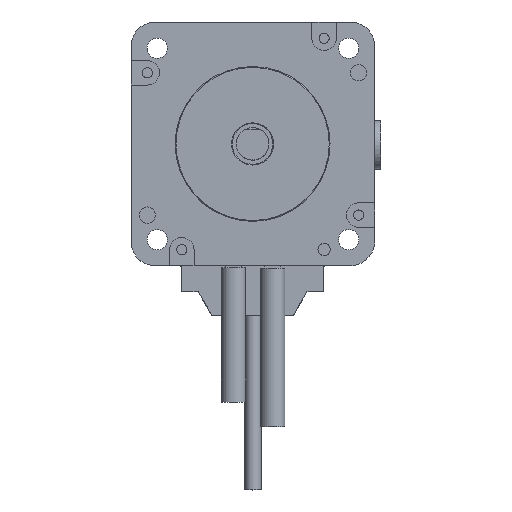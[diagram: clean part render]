
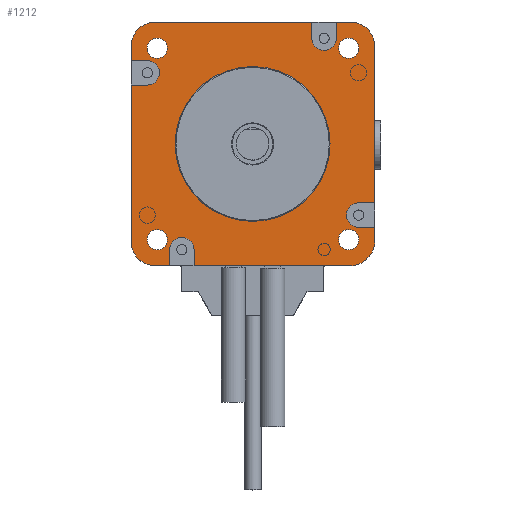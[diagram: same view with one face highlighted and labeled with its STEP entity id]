
A CAD part, top view. The second image highlights one B-rep face of the part: STEP entity #1212.
In plain terms, the highlighted planar face has unit normal (0, 0, 1).
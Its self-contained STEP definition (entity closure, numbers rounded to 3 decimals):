
#320=FACE_BOUND('',#2292,.T.);
#321=FACE_BOUND('',#2293,.T.);
#322=FACE_BOUND('',#2294,.T.);
#323=FACE_BOUND('',#2295,.T.);
#324=FACE_BOUND('',#2296,.T.);
#325=FACE_BOUND('',#2297,.T.);
#781=CIRCLE('',#8234,6.);
#783=CIRCLE('',#8238,3.);
#785=CIRCLE('',#8243,6.);
#787=CIRCLE('',#8248,3.);
#789=CIRCLE('',#8253,6.178);
#791=CIRCLE('',#8258,3.);
#793=CIRCLE('',#8262,6.016);
#795=CIRCLE('',#8267,3.);
#796=CIRCLE('',#8273,2.5);
#797=CIRCLE('',#8274,2.5);
#798=CIRCLE('',#8275,2.5);
#799=CIRCLE('',#8276,2.5);
#800=CIRCLE('',#8277,5.);
#1212=ADVANCED_FACE('',(#320,#321,#322,#323,#324,#325),#1593,.T.);
#1593=PLANE('',#8278);
#2292=EDGE_LOOP('',(#3503));
#2293=EDGE_LOOP('',(#3504));
#2294=EDGE_LOOP('',(#3505));
#2295=EDGE_LOOP('',(#3506));
#2296=EDGE_LOOP('',(#3507,#3508,#3509,#3510,#3511,#3512,#3513,#3514,#3515,
#3516,#3517,#3518,#3519,#3520,#3521,#3522,#3523,#3524,#3525,#3526,#3527,
#3528,#3529,#3530));
#2297=EDGE_LOOP('',(#3531));
#3503=ORIENTED_EDGE('',*,*,#5983,.F.);
#3504=ORIENTED_EDGE('',*,*,#5984,.F.);
#3505=ORIENTED_EDGE('',*,*,#5985,.F.);
#3506=ORIENTED_EDGE('',*,*,#5986,.F.);
#3507=ORIENTED_EDGE('',*,*,#5971,.T.);
#3508=ORIENTED_EDGE('',*,*,#5978,.T.);
#3509=ORIENTED_EDGE('',*,*,#5982,.T.);
#3510=ORIENTED_EDGE('',*,*,#5913,.T.);
#3511=ORIENTED_EDGE('',*,*,#5926,.T.);
#3512=ORIENTED_EDGE('',*,*,#5923,.T.);
#3513=ORIENTED_EDGE('',*,*,#5920,.T.);
#3514=ORIENTED_EDGE('',*,*,#5917,.T.);
#3515=ORIENTED_EDGE('',*,*,#5932,.T.);
#3516=ORIENTED_EDGE('',*,*,#5929,.T.);
#3517=ORIENTED_EDGE('',*,*,#5944,.T.);
#3518=ORIENTED_EDGE('',*,*,#5941,.T.);
#3519=ORIENTED_EDGE('',*,*,#5938,.T.);
#3520=ORIENTED_EDGE('',*,*,#5935,.T.);
#3521=ORIENTED_EDGE('',*,*,#5968,.T.);
#3522=ORIENTED_EDGE('',*,*,#5947,.T.);
#3523=ORIENTED_EDGE('',*,*,#5960,.T.);
#3524=ORIENTED_EDGE('',*,*,#5956,.F.);
#3525=ORIENTED_EDGE('',*,*,#5958,.F.);
#3526=ORIENTED_EDGE('',*,*,#5952,.F.);
#3527=ORIENTED_EDGE('',*,*,#5966,.T.);
#3528=ORIENTED_EDGE('',*,*,#5963,.T.);
#3529=ORIENTED_EDGE('',*,*,#5980,.T.);
#3530=ORIENTED_EDGE('',*,*,#5974,.T.);
#3531=ORIENTED_EDGE('',*,*,#5987,.T.);
#5079=VERTEX_POINT('',#12017);
#5080=VERTEX_POINT('',#12019);
#5083=VERTEX_POINT('',#12026);
#5084=VERTEX_POINT('',#12028);
#5086=VERTEX_POINT('',#12034);
#5088=VERTEX_POINT('',#12040);
#5091=VERTEX_POINT('',#12050);
#5092=VERTEX_POINT('',#12052);
#5095=VERTEX_POINT('',#12062);
#5096=VERTEX_POINT('',#12064);
#5098=VERTEX_POINT('',#12070);
#5100=VERTEX_POINT('',#12076);
#5103=VERTEX_POINT('',#12086);
#5104=VERTEX_POINT('',#12088);
#5105=VERTEX_POINT('',#12092);
#5108=VERTEX_POINT('',#12097);
#5110=VERTEX_POINT('',#12102);
#5112=VERTEX_POINT('',#12106);
#5115=VERTEX_POINT('',#12119);
#5116=VERTEX_POINT('',#12121);
#5119=VERTEX_POINT('',#12134);
#5120=VERTEX_POINT('',#12136);
#5122=VERTEX_POINT('',#12142);
#5124=VERTEX_POINT('',#12148);
#5125=VERTEX_POINT('',#12158);
#5126=VERTEX_POINT('',#12160);
#5127=VERTEX_POINT('',#12162);
#5128=VERTEX_POINT('',#12164);
#5129=VERTEX_POINT('',#12166);
#5913=EDGE_CURVE('',#5080,#5079,#781,.T.);
#5917=EDGE_CURVE('',#5084,#5083,#6866,.T.);
#5920=EDGE_CURVE('',#5086,#5084,#783,.T.);
#5923=EDGE_CURVE('',#5088,#5086,#6870,.T.);
#5926=EDGE_CURVE('',#5079,#5088,#6873,.T.);
#5929=EDGE_CURVE('',#5092,#5091,#785,.T.);
#5932=EDGE_CURVE('',#5083,#5092,#6877,.T.);
#5935=EDGE_CURVE('',#5096,#5095,#6880,.T.);
#5938=EDGE_CURVE('',#5098,#5096,#787,.T.);
#5941=EDGE_CURVE('',#5100,#5098,#6884,.T.);
#5944=EDGE_CURVE('',#5091,#5100,#6887,.T.);
#5947=EDGE_CURVE('',#5104,#5103,#789,.T.);
#5952=EDGE_CURVE('',#5108,#5105,#6893,.T.);
#5956=EDGE_CURVE('',#5112,#5110,#6897,.T.);
#5958=EDGE_CURVE('',#5105,#5112,#791,.T.);
#5960=EDGE_CURVE('',#5103,#5110,#6899,.T.);
#5963=EDGE_CURVE('',#5116,#5115,#793,.T.);
#5966=EDGE_CURVE('',#5108,#5116,#6903,.T.);
#5968=EDGE_CURVE('',#5095,#5104,#6905,.T.);
#5971=EDGE_CURVE('',#5120,#5119,#795,.T.);
#5974=EDGE_CURVE('',#5122,#5120,#6909,.T.);
#5978=EDGE_CURVE('',#5119,#5124,#6913,.T.);
#5980=EDGE_CURVE('',#5115,#5122,#6915,.T.);
#5982=EDGE_CURVE('',#5124,#5080,#6917,.T.);
#5983=EDGE_CURVE('',#5125,#5125,#796,.T.);
#5984=EDGE_CURVE('',#5126,#5126,#797,.T.);
#5985=EDGE_CURVE('',#5127,#5127,#798,.T.);
#5986=EDGE_CURVE('',#5128,#5128,#799,.T.);
#5987=EDGE_CURVE('',#5129,#5129,#800,.T.);
#6866=LINE('',#12027,#7533);
#6870=LINE('',#12039,#7537);
#6873=LINE('',#12044,#7540);
#6877=LINE('',#12056,#7544);
#6880=LINE('',#12063,#7547);
#6884=LINE('',#12075,#7551);
#6887=LINE('',#12080,#7554);
#6893=LINE('',#12098,#7560);
#6897=LINE('',#12107,#7564);
#6899=LINE('',#12113,#7566);
#6903=LINE('',#12125,#7570);
#6905=LINE('',#12128,#7572);
#6909=LINE('',#12141,#7576);
#6913=LINE('',#12149,#7580);
#6915=LINE('',#12152,#7582);
#6917=LINE('',#12155,#7584);
#7533=VECTOR('',#9643,1.);
#7537=VECTOR('',#9655,1.);
#7540=VECTOR('',#9660,1.);
#7544=VECTOR('',#9672,1.);
#7547=VECTOR('',#9677,1.);
#7551=VECTOR('',#9689,1.);
#7554=VECTOR('',#9694,1.);
#7560=VECTOR('',#9708,1.);
#7564=VECTOR('',#9714,1.);
#7566=VECTOR('',#9724,1.);
#7570=VECTOR('',#9736,1.);
#7572=VECTOR('',#9740,1.);
#7576=VECTOR('',#9752,1.);
#7580=VECTOR('',#9758,1.);
#7582=VECTOR('',#9762,1.);
#7584=VECTOR('',#9766,1.);
#8234=AXIS2_PLACEMENT_3D('',#12018,#9636,#9637);
#8238=AXIS2_PLACEMENT_3D('',#12033,#9649,#9650);
#8243=AXIS2_PLACEMENT_3D('',#12051,#9666,#9667);
#8248=AXIS2_PLACEMENT_3D('',#12069,#9683,#9684);
#8253=AXIS2_PLACEMENT_3D('',#12087,#9700,#9701);
#8258=AXIS2_PLACEMENT_3D('',#12110,#9719,#9720);
#8262=AXIS2_PLACEMENT_3D('',#12120,#9730,#9731);
#8267=AXIS2_PLACEMENT_3D('',#12135,#9746,#9747);
#8273=AXIS2_PLACEMENT_3D('',#12157,#9769,#9770);
#8274=AXIS2_PLACEMENT_3D('',#12159,#9771,#9772);
#8275=AXIS2_PLACEMENT_3D('',#12161,#9773,#9774);
#8276=AXIS2_PLACEMENT_3D('',#12163,#9775,#9776);
#8277=AXIS2_PLACEMENT_3D('',#12165,#9777,#9778);
#8278=AXIS2_PLACEMENT_3D('',#12167,#9779,#9780);
#9636=DIRECTION('',(0.,0.,1.));
#9637=DIRECTION('',(1.,0.,0.));
#9643=DIRECTION('',(-1.,0.,0.));
#9649=DIRECTION('',(0.,0.,-1.));
#9650=DIRECTION('',(0.,1.,0.));
#9655=DIRECTION('',(1.,0.,0.));
#9660=DIRECTION('',(0.,-1.,0.));
#9666=DIRECTION('',(0.,0.,1.));
#9667=DIRECTION('',(1.,0.,0.));
#9672=DIRECTION('',(0.,-1.,0.));
#9677=DIRECTION('',(0.,-1.,0.));
#9683=DIRECTION('',(0.,0.,-1.));
#9684=DIRECTION('',(-1.,0.,0.));
#9689=DIRECTION('',(0.,1.,0.));
#9694=DIRECTION('',(1.,0.,0.));
#9700=DIRECTION('',(0.,0.,1.));
#9701=DIRECTION('',(1.,0.,0.));
#9708=DIRECTION('',(-1.,0.,0.));
#9714=DIRECTION('',(1.,0.,0.));
#9719=DIRECTION('',(0.,0.,1.));
#9720=DIRECTION('',(0.,-1.,0.));
#9724=DIRECTION('',(0.,1.,0.));
#9730=DIRECTION('',(0.,0.,1.));
#9731=DIRECTION('',(1.,0.,0.));
#9736=DIRECTION('',(0.,1.,0.));
#9740=DIRECTION('',(1.,0.,0.));
#9746=DIRECTION('',(0.,0.,-1.));
#9747=DIRECTION('',(1.,0.,0.));
#9752=DIRECTION('',(0.,-1.,0.));
#9758=DIRECTION('',(0.,1.,0.));
#9762=DIRECTION('',(-1.,0.,0.));
#9766=DIRECTION('',(-1.,0.,0.));
#9769=DIRECTION('',(0.,0.,1.));
#9770=DIRECTION('',(1.,0.,0.));
#9771=DIRECTION('',(0.,0.,1.));
#9772=DIRECTION('',(1.,0.,0.));
#9773=DIRECTION('',(0.,0.,1.));
#9774=DIRECTION('',(1.,0.,0.));
#9775=DIRECTION('',(0.,0.,1.));
#9776=DIRECTION('',(1.,0.,0.));
#9777=DIRECTION('',(0.,0.,-1.));
#9778=DIRECTION('',(1.,0.,0.));
#9779=DIRECTION('',(0.,0.,1.));
#9780=DIRECTION('',(1.,0.,0.));
#12017=CARTESIAN_POINT('',(-30.,24.,0.));
#12018=CARTESIAN_POINT('',(-24.,24.,0.));
#12019=CARTESIAN_POINT('',(-24.,30.,0.));
#12026=CARTESIAN_POINT('',(-30.,14.5,0.));
#12027=CARTESIAN_POINT('',(-26.,14.5,0.));
#12028=CARTESIAN_POINT('',(-26.,14.5,0.));
#12033=CARTESIAN_POINT('',(-26.,17.5,0.));
#12034=CARTESIAN_POINT('',(-26.,20.5,0.));
#12039=CARTESIAN_POINT('',(-30.,20.5,0.));
#12040=CARTESIAN_POINT('',(-30.,20.5,0.));
#12044=CARTESIAN_POINT('',(-30.,24.,0.));
#12050=CARTESIAN_POINT('',(-24.,-30.,0.));
#12051=CARTESIAN_POINT('',(-24.,-24.,0.));
#12052=CARTESIAN_POINT('',(-30.,-24.,0.));
#12056=CARTESIAN_POINT('',(-30.,24.,0.));
#12062=CARTESIAN_POINT('',(-14.5,-30.,0.));
#12063=CARTESIAN_POINT('',(-14.5,-26.,0.));
#12064=CARTESIAN_POINT('',(-14.5,-26.,0.));
#12069=CARTESIAN_POINT('',(-17.5,-26.,0.));
#12070=CARTESIAN_POINT('',(-20.5,-26.,0.));
#12075=CARTESIAN_POINT('',(-20.5,-30.,0.));
#12076=CARTESIAN_POINT('',(-20.5,-30.,0.));
#12080=CARTESIAN_POINT('',(-24.,-30.,0.));
#12086=CARTESIAN_POINT('',(30.,-23.822,0.));
#12087=CARTESIAN_POINT('',(23.822,-23.822,0.));
#12088=CARTESIAN_POINT('',(23.822,-30.,0.));
#12092=CARTESIAN_POINT('',(26.,-14.5,0.));
#12097=CARTESIAN_POINT('',(30.,-14.5,0.));
#12098=CARTESIAN_POINT('',(30.,-14.5,0.));
#12102=CARTESIAN_POINT('',(30.,-20.5,0.));
#12106=CARTESIAN_POINT('',(26.,-20.5,0.));
#12107=CARTESIAN_POINT('',(26.,-20.5,0.));
#12110=CARTESIAN_POINT('',(26.,-17.5,0.));
#12113=CARTESIAN_POINT('',(30.,-23.822,0.));
#12119=CARTESIAN_POINT('',(23.984,30.,0.));
#12120=CARTESIAN_POINT('',(23.984,23.984,0.));
#12121=CARTESIAN_POINT('',(30.,23.984,0.));
#12125=CARTESIAN_POINT('',(30.,-23.822,0.));
#12128=CARTESIAN_POINT('',(-24.,-30.,0.));
#12134=CARTESIAN_POINT('',(14.5,26.,0.));
#12135=CARTESIAN_POINT('',(17.5,26.,0.));
#12136=CARTESIAN_POINT('',(20.5,26.,0.));
#12141=CARTESIAN_POINT('',(20.5,30.,0.));
#12142=CARTESIAN_POINT('',(20.5,30.,0.));
#12148=CARTESIAN_POINT('',(14.5,30.,0.));
#12149=CARTESIAN_POINT('',(14.5,26.,0.));
#12152=CARTESIAN_POINT('',(23.984,30.,0.));
#12155=CARTESIAN_POINT('',(23.984,30.,0.));
#12157=CARTESIAN_POINT('',(-23.55,-23.55,0.));
#12158=CARTESIAN_POINT('',(-21.05,-23.55,0.));
#12159=CARTESIAN_POINT('',(-23.55,23.55,0.));
#12160=CARTESIAN_POINT('',(-21.05,23.55,0.));
#12161=CARTESIAN_POINT('',(23.55,-23.55,0.));
#12162=CARTESIAN_POINT('',(26.05,-23.55,0.));
#12163=CARTESIAN_POINT('',(23.55,23.55,0.));
#12164=CARTESIAN_POINT('',(26.05,23.55,0.));
#12165=CARTESIAN_POINT('',(-0.089,0.,0.));
#12166=CARTESIAN_POINT('',(4.911,0.,0.));
#12167=CARTESIAN_POINT('',(-24.,-24.,0.));
